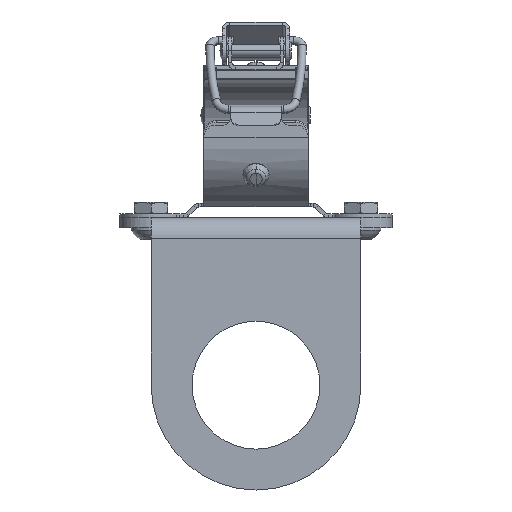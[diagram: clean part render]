
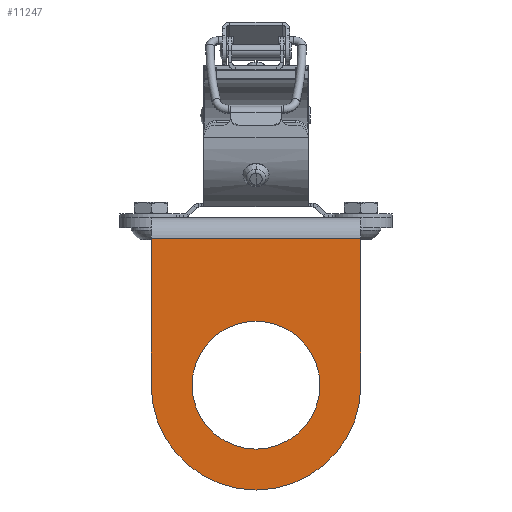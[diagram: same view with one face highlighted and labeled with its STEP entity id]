
A CAD part, front view. The second image highlights one B-rep face of the part: STEP entity #11247.
In plain terms, the highlighted face is planar.
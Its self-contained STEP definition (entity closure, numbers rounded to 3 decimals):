
#10673=DIRECTION('',(-1.,0.,0.));
#10674=VECTOR('',#10673,50.);
#10675=CARTESIAN_POINT('',(25.,5.,5.));
#10676=LINE('',#10675,#10674);
#10726=DIRECTION('',(0.,0.,1.));
#10727=VECTOR('',#10726,35.);
#10728=CARTESIAN_POINT('',(-25.,5.,5.));
#10729=LINE('',#10728,#10727);
#10730=DIRECTION('',(0.,0.,-1.));
#10731=VECTOR('',#10730,35.);
#10732=CARTESIAN_POINT('',(25.,5.,40.));
#10733=LINE('',#10732,#10731);
#10734=CARTESIAN_POINT('',(0.,5.,40.));
#10735=DIRECTION('',(0.,1.,0.));
#10736=DIRECTION('',(-1.,0.,0.));
#10737=AXIS2_PLACEMENT_3D('',#10734,#10735,#10736);
#10739=CARTESIAN_POINT('',(0.,5.,40.));
#10740=DIRECTION('',(0.,1.,0.));
#10741=DIRECTION('',(1.,0.,0.));
#10742=AXIS2_PLACEMENT_3D('',#10739,#10740,#10741);
#10744=CARTESIAN_POINT('',(0.,5.,40.));
#10745=DIRECTION('',(0.,1.,0.));
#10746=DIRECTION('',(-1.,0.,0.));
#10747=AXIS2_PLACEMENT_3D('',#10744,#10745,#10746);
#10765=CARTESIAN_POINT('',(15.25,5.,40.));
#10766=CARTESIAN_POINT('',(-15.25,5.,40.));
#10767=VERTEX_POINT('',#10765);
#10768=VERTEX_POINT('',#10766);
#10837=CARTESIAN_POINT('',(-25.,5.,5.));
#10838=CARTESIAN_POINT('',(-25.,5.,40.));
#10839=VERTEX_POINT('',#10837);
#10840=VERTEX_POINT('',#10838);
#10841=CARTESIAN_POINT('',(25.,5.,40.));
#10842=VERTEX_POINT('',#10841);
#10843=CARTESIAN_POINT('',(25.,5.,5.));
#10844=VERTEX_POINT('',#10843);
#11228=CARTESIAN_POINT('',(17.056,5.,0.));
#11229=DIRECTION('',(0.,1.,0.));
#11230=DIRECTION('',(-1.,0.,0.));
#11231=AXIS2_PLACEMENT_3D('',#11228,#11229,#11230);
#11232=PLANE('',#11231);
#11233=ORIENTED_EDGE('',*,*,#11219,.F.);
#11234=ORIENTED_EDGE('',*,*,#11161,.F.);
#11236=ORIENTED_EDGE('',*,*,#11235,.F.);
#11238=ORIENTED_EDGE('',*,*,#11237,.F.);
#11239=EDGE_LOOP('',(#11233,#11234,#11236,#11238));
#11240=FACE_OUTER_BOUND('',#11239,.F.);
#11242=ORIENTED_EDGE('',*,*,#11241,.T.);
#11244=ORIENTED_EDGE('',*,*,#11243,.T.);
#11245=EDGE_LOOP('',(#11242,#11244));
#11246=FACE_BOUND('',#11245,.F.);
#11247=ADVANCED_FACE('',(#11240,#11246),#11232,.T.);
#10738=CIRCLE('',#10737,25.);
#10743=CIRCLE('',#10742,15.25);
#10748=CIRCLE('',#10747,15.25);
#11161=EDGE_CURVE('',#10844,#10839,#10676,.T.);
#11219=EDGE_CURVE('',#10839,#10840,#10729,.T.);
#11235=EDGE_CURVE('',#10842,#10844,#10733,.T.);
#11237=EDGE_CURVE('',#10840,#10842,#10738,.T.);
#11241=EDGE_CURVE('',#10767,#10768,#10743,.T.);
#11243=EDGE_CURVE('',#10768,#10767,#10748,.T.);
